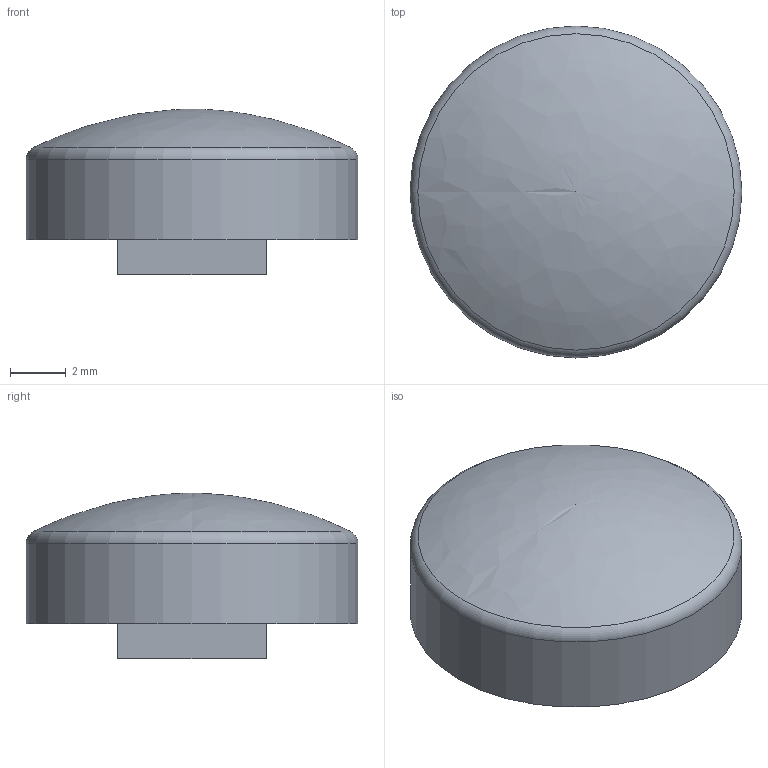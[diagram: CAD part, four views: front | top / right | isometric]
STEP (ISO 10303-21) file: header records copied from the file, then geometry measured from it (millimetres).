
FILE_DESCRIPTION((' '),'2;1');
FILE_NAME('320.08xxx.stp.stp','2017-07-19T14:16:44',(' '),(' '),' ','ACIS',' ');
FILE_SCHEMA(('CONFIG_CONTROL_DESIGN'));
Length unit declared in the file: inch
Products named in the file (1): 320.08xxx.stp.stp
Bounding box: 11.94 x 11.94 x 5.97 mm (x, y, z)
Volume: 355 mm3; surface area: 551 mm2
Topology: 1 solids, 1 shells, 38 faces, 101 edges, 65 vertices
Faces by surface type: plane 18, bspline 9, cylinder 9, sphere 1, torus 1
Full cylindrical faces by diameter (mm): 11.94 x1
Entity records: 1503 total; most frequent: CARTESIAN_POINT 541, ORIENTED_EDGE 184, DIRECTION 160, EDGE_CURVE 92, VERTEX_POINT 60, AXIS2_PLACEMENT_3D 54, VECTOR 52, LINE 52
